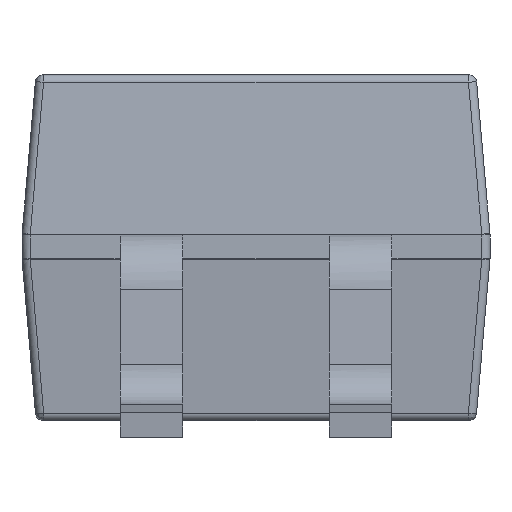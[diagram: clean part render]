
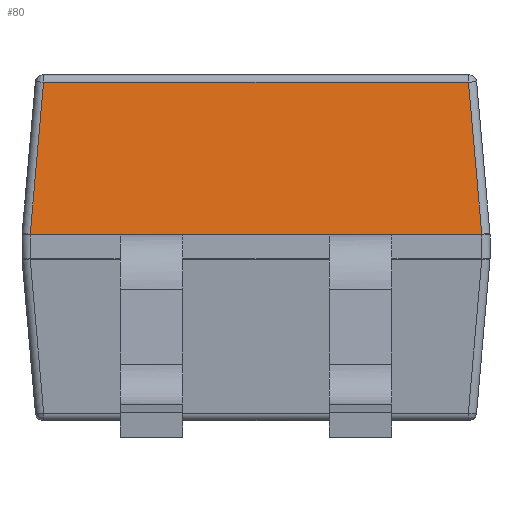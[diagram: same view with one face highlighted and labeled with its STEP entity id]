
A CAD part, front view. The second image highlights one B-rep face of the part: STEP entity #80.
In plain terms, the highlighted planar face has unit normal (0, -0.996, 0.087).
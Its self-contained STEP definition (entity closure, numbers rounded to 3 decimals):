
#80=ADVANCED_FACE('',(#233),#4954,.T.);
#233=FACE_OUTER_BOUND('',#387,.T.);
#387=EDGE_LOOP('',(#575,#576,#577,#578));
#575=ORIENTED_EDGE('',*,*,#3623,.T.);
#576=ORIENTED_EDGE('',*,*,#3624,.T.);
#577=ORIENTED_EDGE('',*,*,#3625,.T.);
#578=ORIENTED_EDGE('',*,*,#3626,.T.);
#1281=(
BOUNDED_CURVE()
B_SPLINE_CURVE(1,(#6036,#6037),.UNSPECIFIED.,.F.,.F.)
B_SPLINE_CURVE_WITH_KNOTS((2,2),(-0.935,-0.007),
 .UNSPECIFIED.)
CURVE()
GEOMETRIC_REPRESENTATION_ITEM()
RATIONAL_B_SPLINE_CURVE((1.,1.))
REPRESENTATION_ITEM('')
);
#1282=(
BOUNDED_CURVE()
B_SPLINE_CURVE(1,(#6048,#6049),.UNSPECIFIED.,.F.,.F.)
B_SPLINE_CURVE_WITH_KNOTS((2,2),(0.007,0.935),
 .UNSPECIFIED.)
CURVE()
GEOMETRIC_REPRESENTATION_ITEM()
RATIONAL_B_SPLINE_CURVE((1.,1.))
REPRESENTATION_ITEM('')
);
#1773=PCURVE('',#4954,#2513);
#1774=PCURVE('',#4954,#2514);
#1775=PCURVE('',#4954,#2515);
#1776=PCURVE('',#4954,#2516);
#1795=PCURVE('',#4829,#2535);
#1865=PCURVE('',#4848,#2605);
#1891=PCURVE('',#4854,#2631);
#2045=PCURVE('',#4840,#2785);
#2513=DEFINITIONAL_REPRESENTATION('',(#4028),#9145);
#2514=DEFINITIONAL_REPRESENTATION('',(#4029),#9145);
#2515=DEFINITIONAL_REPRESENTATION('',(#4031),#9145);
#2516=DEFINITIONAL_REPRESENTATION('',(#4032),#9145);
#2535=DEFINITIONAL_REPRESENTATION('',(#4055),#9145);
#2605=DEFINITIONAL_REPRESENTATION('',(#4129),#9145);
#2631=DEFINITIONAL_REPRESENTATION('',(#4155),#9145);
#2785=DEFINITIONAL_REPRESENTATION('',(#4296),#9145);
#3253=SURFACE_CURVE('',#4027,(#1773,#1891),.PCURVE_S1.);
#3254=SURFACE_CURVE('',#1281,(#1774,#1865),.PCURVE_S1.);
#3255=SURFACE_CURVE('',#4030,(#1775,#2045),.PCURVE_S1.);
#3256=SURFACE_CURVE('',#1282,(#1776,#1795),.PCURVE_S1.);
#3623=EDGE_CURVE('',#4643,#4644,#3253,.T.);
#3624=EDGE_CURVE('',#4644,#4645,#3254,.T.);
#3625=EDGE_CURVE('',#4645,#4646,#3255,.T.);
#3626=EDGE_CURVE('',#4646,#4643,#3256,.T.);
#4027=B_SPLINE_CURVE_WITH_KNOTS('',1,(#6030,#6031),.UNSPECIFIED.,.F.,.F.,
(2,2),(0.046,2.624),.UNSPECIFIED.);
#4028=B_SPLINE_CURVE_WITH_KNOTS('',3,(#6032,#6033,#6034,#6035),
 .UNSPECIFIED.,.F.,.F.,(4,4),(0.046,2.624),
 .UNSPECIFIED.);
#4029=B_SPLINE_CURVE_WITH_KNOTS('',3,(#6038,#6039,#6040,#6041),
 .UNSPECIFIED.,.F.,.F.,(4,4),(-0.935,-0.007),
 .UNSPECIFIED.);
#4030=B_SPLINE_CURVE_WITH_KNOTS('',1,(#6042,#6043),.UNSPECIFIED.,.F.,.F.,
(2,2),(0.05,2.79),.UNSPECIFIED.);
#4031=B_SPLINE_CURVE_WITH_KNOTS('',3,(#6044,#6045,#6046,#6047),
 .UNSPECIFIED.,.F.,.F.,(4,4),(0.05,2.79),.UNSPECIFIED.);
#4032=B_SPLINE_CURVE_WITH_KNOTS('',3,(#6050,#6051,#6052,#6053),
 .UNSPECIFIED.,.F.,.F.,(4,4),(0.007,0.935),
 .UNSPECIFIED.);
#4055=B_SPLINE_CURVE_WITH_KNOTS('',1,(#6137,#6138),.UNSPECIFIED.,.F.,.F.,
(2,2),(0.007,0.935),.UNSPECIFIED.);
#4129=B_SPLINE_CURVE_WITH_KNOTS('',1,(#6394,#6395),.UNSPECIFIED.,.F.,.F.,
(2,2),(-0.935,-0.007),.UNSPECIFIED.);
#4155=B_SPLINE_CURVE_WITH_KNOTS('',1,(#6485,#6486),.UNSPECIFIED.,.F.,.F.,
(2,2),(0.046,2.624),.UNSPECIFIED.);
#4296=B_SPLINE_CURVE_WITH_KNOTS('',1,(#7048,#7049),.UNSPECIFIED.,.F.,.F.,
(2,2),(0.05,2.79),.UNSPECIFIED.);
#4643=VERTEX_POINT('',#5645);
#4644=VERTEX_POINT('',#5646);
#4645=VERTEX_POINT('',#5647);
#4646=VERTEX_POINT('',#5648);
#4829=(
BOUNDED_SURFACE()
B_SPLINE_SURFACE(1,2,((#5088,#5089,#5090),(#5091,#5092,#5093)),
 .UNSPECIFIED.,.F.,.F.,.F.)
B_SPLINE_SURFACE_WITH_KNOTS((2,2),(3,3),(-1.01,1.987),
(0.,0.078),.UNSPECIFIED.)
GEOMETRIC_REPRESENTATION_ITEM()
RATIONAL_B_SPLINE_SURFACE(((1.,0.71,1.),(1.,0.71,
1.)))
REPRESENTATION_ITEM('')
SURFACE()
);
#4840=(
BOUNDED_SURFACE()
B_SPLINE_SURFACE(1,2,((#5154,#5155,#5156),(#5157,#5158,#5159)),
 .UNSPECIFIED.,.F.,.F.,.F.)
B_SPLINE_SURFACE_WITH_KNOTS((2,2),(3,3),(-1.,3.85),(0.,1.),
 .UNSPECIFIED.)
GEOMETRIC_REPRESENTATION_ITEM()
RATIONAL_B_SPLINE_SURFACE(((1.,0.999,1.),(1.,0.999,
1.)))
REPRESENTATION_ITEM('')
SURFACE()
);
#4848=(
BOUNDED_SURFACE()
B_SPLINE_SURFACE(1,2,((#5202,#5203,#5204),(#5205,#5206,#5207)),
 .UNSPECIFIED.,.F.,.F.,.F.)
B_SPLINE_SURFACE_WITH_KNOTS((2,2),(3,3),(-1.01,1.987),
(0.,0.078),.UNSPECIFIED.)
GEOMETRIC_REPRESENTATION_ITEM()
RATIONAL_B_SPLINE_SURFACE(((1.,0.71,1.),(1.,0.71,
1.)))
REPRESENTATION_ITEM('')
SURFACE()
);
#4854=(
BOUNDED_SURFACE()
B_SPLINE_SURFACE(1,2,((#5238,#5239,#5240),(#5241,#5242,#5243)),
 .UNSPECIFIED.,.F.,.F.,.F.)
B_SPLINE_SURFACE_WITH_KNOTS((2,2),(3,3),(-1.01,3.67),
(0.,0.074),.UNSPECIFIED.)
GEOMETRIC_REPRESENTATION_ITEM()
RATIONAL_B_SPLINE_SURFACE(((1.,0.737,1.),(1.,0.737,
1.)))
REPRESENTATION_ITEM('')
SURFACE()
);
#4954=PLANE('',#5005);
#5005=AXIS2_PLACEMENT_3D('',#5073,#5039,$);
#5039=DIRECTION('',(0.,-0.996,0.087));
#5073=CARTESIAN_POINT('',(-1.42,-2.315,2.21));
#5088=CARTESIAN_POINT('',(1.508,-2.438,0.234));
#5089=CARTESIAN_POINT('',(1.508,-2.488,0.238));
#5090=CARTESIAN_POINT('',(1.458,-2.488,0.234));
#5091=CARTESIAN_POINT('',(1.248,-2.178,3.208));
#5092=CARTESIAN_POINT('',(1.247,-2.227,3.212));
#5093=CARTESIAN_POINT('',(1.198,-2.228,3.208));
#5154=CARTESIAN_POINT('',(-2.42,-2.4,1.238));
#5155=CARTESIAN_POINT('',(-2.42,-2.4,1.24));
#5156=CARTESIAN_POINT('',(-2.42,-2.4,1.242));
#5157=CARTESIAN_POINT('',(2.43,-2.4,1.238));
#5158=CARTESIAN_POINT('',(2.43,-2.4,1.24));
#5159=CARTESIAN_POINT('',(2.43,-2.4,1.242));
#5202=CARTESIAN_POINT('',(-1.458,-2.488,0.234));
#5203=CARTESIAN_POINT('',(-1.508,-2.488,0.238));
#5204=CARTESIAN_POINT('',(-1.508,-2.438,0.234));
#5205=CARTESIAN_POINT('',(-1.198,-2.228,3.208));
#5206=CARTESIAN_POINT('',(-1.247,-2.227,3.212));
#5207=CARTESIAN_POINT('',(-1.248,-2.178,3.208));
#5238=CARTESIAN_POINT('',(2.345,-2.269,2.21));
#5239=CARTESIAN_POINT('',(2.345,-2.315,2.21));
#5240=CARTESIAN_POINT('',(2.345,-2.319,2.164));
#5241=CARTESIAN_POINT('',(-2.335,-2.269,2.21));
#5242=CARTESIAN_POINT('',(-2.335,-2.315,2.21));
#5243=CARTESIAN_POINT('',(-2.335,-2.319,2.164));
#5645=CARTESIAN_POINT('',(1.289,-2.319,2.164));
#5646=CARTESIAN_POINT('',(-1.289,-2.319,2.164));
#5647=CARTESIAN_POINT('',(-1.37,-2.4,1.242));
#5648=CARTESIAN_POINT('',(1.37,-2.4,1.242));
#6030=CARTESIAN_POINT('',(1.289,-2.319,2.164));
#6031=CARTESIAN_POINT('',(-1.289,-2.319,2.164));
#6032=CARTESIAN_POINT('',(28.435,2.709));
#6033=CARTESIAN_POINT('',(28.435,1.85));
#6034=CARTESIAN_POINT('',(28.435,0.99));
#6035=CARTESIAN_POINT('',(28.435,0.131));
#6036=CARTESIAN_POINT('',(-1.289,-2.319,2.164));
#6037=CARTESIAN_POINT('',(-1.37,-2.4,1.242));
#6038=CARTESIAN_POINT('',(28.435,0.131));
#6039=CARTESIAN_POINT('',(28.743,0.104));
#6040=CARTESIAN_POINT('',(29.052,0.077));
#6041=CARTESIAN_POINT('',(29.36,0.05));
#6042=CARTESIAN_POINT('',(-1.37,-2.4,1.242));
#6043=CARTESIAN_POINT('',(1.37,-2.4,1.242));
#6044=CARTESIAN_POINT('',(29.36,0.05));
#6045=CARTESIAN_POINT('',(29.36,0.963));
#6046=CARTESIAN_POINT('',(29.36,1.877));
#6047=CARTESIAN_POINT('',(29.36,2.79));
#6048=CARTESIAN_POINT('',(1.37,-2.4,1.242));
#6049=CARTESIAN_POINT('',(1.289,-2.319,2.164));
#6050=CARTESIAN_POINT('',(29.36,2.79));
#6051=CARTESIAN_POINT('',(29.052,2.763));
#6052=CARTESIAN_POINT('',(28.743,2.736));
#6053=CARTESIAN_POINT('',(28.435,2.709));
#6137=CARTESIAN_POINT('',(0.007,0.078));
#6138=CARTESIAN_POINT('',(0.935,0.078));
#6394=CARTESIAN_POINT('',(0.935,0.));
#6395=CARTESIAN_POINT('',(0.007,0.));
#6485=CARTESIAN_POINT('',(0.046,0.074));
#6486=CARTESIAN_POINT('',(2.624,0.074));
#7048=CARTESIAN_POINT('',(0.05,1.));
#7049=CARTESIAN_POINT('',(2.79,1.));
#9145=(
GEOMETRIC_REPRESENTATION_CONTEXT(2)
PARAMETRIC_REPRESENTATION_CONTEXT()
REPRESENTATION_CONTEXT('pspace','')
);
